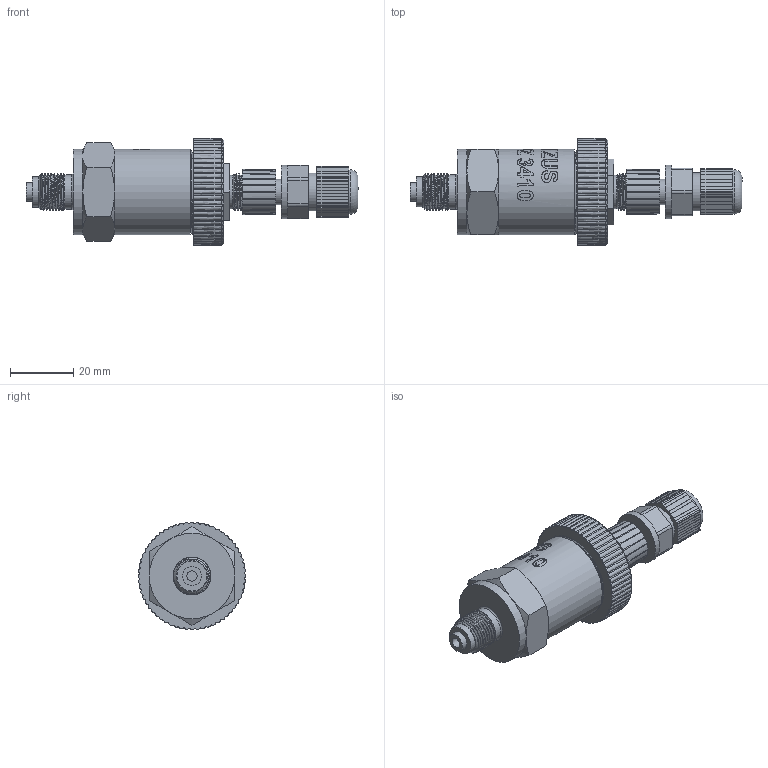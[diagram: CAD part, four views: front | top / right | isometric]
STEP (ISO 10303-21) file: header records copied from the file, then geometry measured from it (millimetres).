
FILE_DESCRIPTION(/* description */ (''),/* implementation_level */ '2;1');
FILE_NAME(/* name */ 'APZ3410_9_M12x1-straight.step',/* time_stamp */ '2021-06-17T12:47:02+03:00',/* author */ (''),/* organization */ (''),/* preprocessor_version */ 'ST-DEVELOPER v18.1',/* originating_system */ 'Autodesk Translation Framework v10.9.0.1377',/* authorisation */ '');
FILE_SCHEMA (('AUTOMOTIVE_DESIGN { 1 0 10303 214 3 1 1 }'));
Products named in the file (6): APZ3410_x_y; OMAL nut M27x1.5 v8; M12x1 male v16; Ш100.000.002 v4; M12x1 female straight v9; M12x1 EN
Assembly tree (5 placements, depth 2):
  APZ3410_x_y
    OMAL nut M27x1.5 v8
    M12x1 male v16
    Ш100.000.002 v4
    M12x1 female straight v9
    M12x1 EN
Bounding box: 105.04 x 34 x 34 mm (x, y, z)
Volume: 39445.6 mm3; surface area: 17581.4 mm2
Topology: 16 solids, 16 shells, 912 faces, 2533 edges, 1695 vertices
Faces by surface type: bspline 450, plane 261, cylinder 148, cone 47, torus 6
Full cylindrical faces by diameter (mm): 1 x12, 1.5 x4, 3.3 x1, 6 x1, 7.3 x1, 8 x3, 8.2 x1, 9.5 x1, 10.293 x1, 10.6 x2, 10.741 x12, 11 x1, 11.884 x11, 12 x1, 14 x2, 14.137 x4, 14.526 x3, 15.85 x3, 16.203 x3, 17 x1, 21.4 x2, 22.3 x1, 24.5 x1, 25.132 x4, 25.526 x4, 26.85 x3, 27 x2, 27.208 x5
Entity records: 51867 total; most frequent: CARTESIAN_POINT 31987, ORIENTED_EDGE 5066, EDGE_CURVE 2533, DIRECTION 2491, VERTEX_POINT 1695, B_SPLINE_CURVE_WITH_KNOTS 1201, EDGE_LOOP 970, LINE 951
